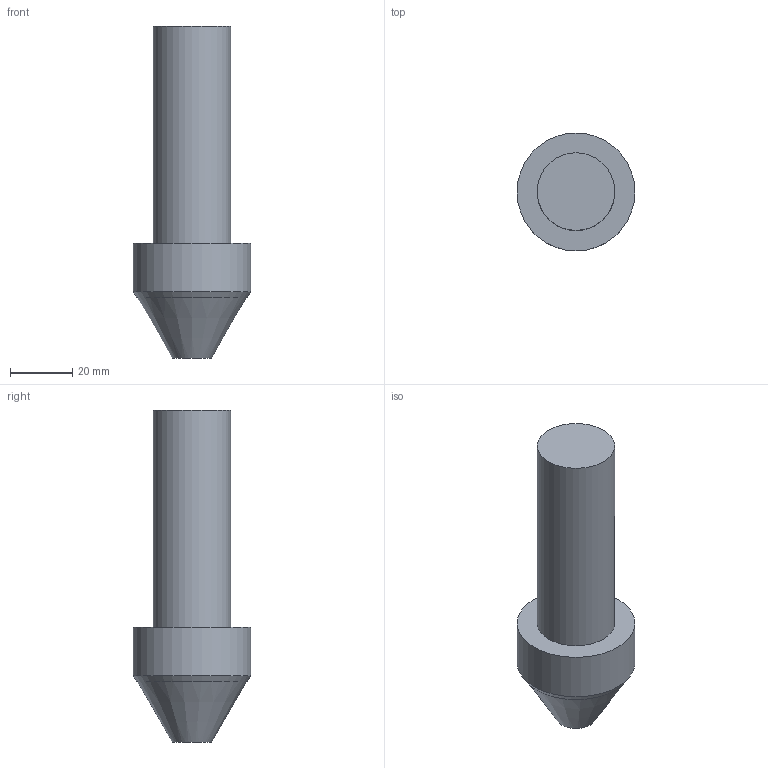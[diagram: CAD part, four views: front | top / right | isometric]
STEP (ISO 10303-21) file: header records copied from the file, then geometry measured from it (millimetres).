
FILE_DESCRIPTION((''),'1');
FILE_NAME('ST25-C1434C-60.stp','2022-10-25T06:05:27',(''),(''),'Spatial Interop R21 SP3','Kubotek KeyCreator 2011 V10.0.2 (22737)',' ');
FILE_SCHEMA(('automotive_design'));
Length unit declared in the file: millimetre
Products named in the file (2): 241[3]; 240[2]
Bounding box: 38 x 38 x 107 mm (x, y, z)
Volume: 70942.1 mm3; surface area: 13244.7 mm2
Topology: 2 solids, 2 shells, 11 faces, 15 edges, 10 vertices
Faces by surface type: plane 6, cone 3, cylinder 2
Full cylindrical faces by diameter (mm): 25 x1, 38 x1
Entity records: 436 total; most frequent: DIRECTION 44, PRESENTATION_STYLE_ASSIGNMENT 35, COLOUR_RGB 35, CARTESIAN_POINT 31, STYLED_ITEM 22, AXIS2_PLACEMENT_3D 22, CURVE_STYLE 22, DRAUGHTING_PRE_DEFINED_CURVE_FONT 22
